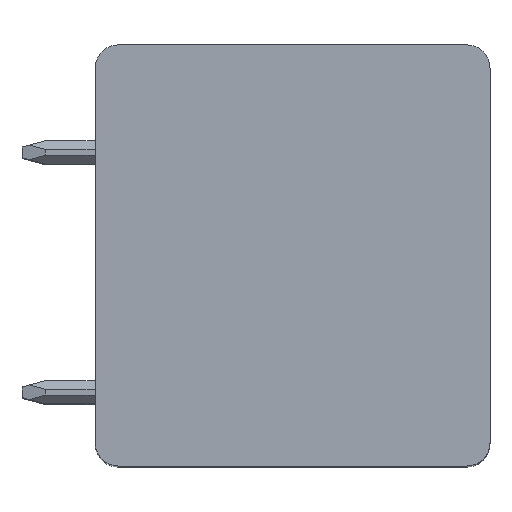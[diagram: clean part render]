
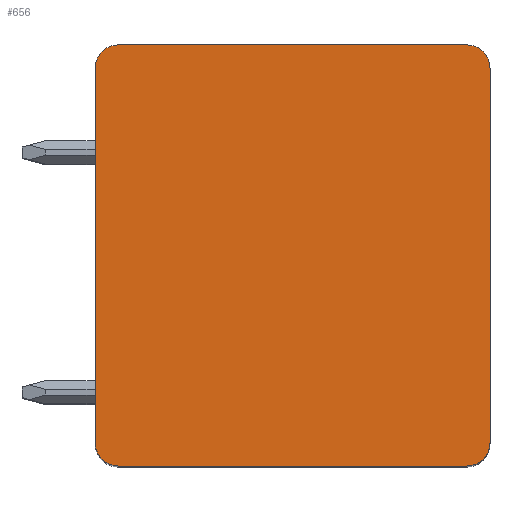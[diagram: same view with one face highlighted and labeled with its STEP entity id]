
A CAD part, top view. The second image highlights one B-rep face of the part: STEP entity #656.
In plain terms, the highlighted planar face has unit normal (0, 0, 1).
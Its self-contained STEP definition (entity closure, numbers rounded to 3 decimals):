
#365 = DIRECTION ( 'NONE',  ( 1., 0., 0. ) ) ;
#366 = DIRECTION ( 'NONE',  ( 0., 0., -1. ) ) ;
#406 = CARTESIAN_POINT ( 'NONE',  ( 8.133, 7.621, 26.011 ) ) ;
#656 = ADVANCED_FACE ( 'NONE', ( #2967 ), #3561, .T. ) ;
#773 = CIRCLE ( 'NONE', #2835, 0.8 ) ;
#775 = CIRCLE ( 'NONE', #3069, 0.8 ) ;
#777 = CIRCLE ( 'NONE', #3123, 0.8 ) ;
#814 = CIRCLE ( 'NONE', #3181, 0.8 ) ;
#815 = EDGE_CURVE ( 'NONE', #2072, #2104, #814, .T. ) ;
#983 = DIRECTION ( 'NONE',  ( 1., 0., 0. ) ) ;
#984 = CARTESIAN_POINT ( 'NONE',  ( 20.033, 6.821, 26.011 ) ) ;
#985 = LINE ( 'NONE', #984, #4843 ) ;
#1190 = CARTESIAN_POINT ( 'NONE',  ( 7.333, 20.421, 26.011 ) ) ;
#1348 = CARTESIAN_POINT ( 'NONE',  ( 20.033, 21.221, 26.011 ) ) ;
#1350 = CARTESIAN_POINT ( 'NONE',  ( 20.833, 7.621, 26.011 ) ) ;
#1356 = CARTESIAN_POINT ( 'NONE',  ( 20.833, 20.421, 26.011 ) ) ;
#1364 = CARTESIAN_POINT ( 'NONE',  ( 8.133, 21.221, 26.011 ) ) ;
#1401 = CARTESIAN_POINT ( 'NONE',  ( 7.333, 7.621, 26.011 ) ) ;
#1425 = CARTESIAN_POINT ( 'NONE',  ( 20.033, 6.821, 26.011 ) ) ;
#1432 = CARTESIAN_POINT ( 'NONE',  ( 8.133, 6.821, 26.011 ) ) ;
#1885 = ORIENTED_EDGE ( 'NONE', *, *, #815, .F. ) ;
#1886 = ORIENTED_EDGE ( 'NONE', *, *, #4763, .T. ) ;
#1887 = ORIENTED_EDGE ( 'NONE', *, *, #4849, .F. ) ;
#1888 = ORIENTED_EDGE ( 'NONE', *, *, #4722, .T. ) ;
#1889 = ORIENTED_EDGE ( 'NONE', *, *, #4904, .F. ) ;
#1890 = ORIENTED_EDGE ( 'NONE', *, *, #4724, .T. ) ;
#1891 = ORIENTED_EDGE ( 'NONE', *, *, #4653, .T. ) ;
#1892 = ORIENTED_EDGE ( 'NONE', *, *, #4777, .T. ) ;
#2072 = VERTEX_POINT ( 'NONE', #1432 ) ;
#2079 = VERTEX_POINT ( 'NONE', #1425 ) ;
#2104 = VERTEX_POINT ( 'NONE', #1401 ) ;
#2141 = VERTEX_POINT ( 'NONE', #1364 ) ;
#2149 = VERTEX_POINT ( 'NONE', #1356 ) ;
#2155 = VERTEX_POINT ( 'NONE', #1350 ) ;
#2157 = VERTEX_POINT ( 'NONE', #1348 ) ;
#2377 = VERTEX_POINT ( 'NONE', #1190 ) ;
#2746 = EDGE_LOOP ( 'NONE', ( #1891, #1890, #1889, #1892, #1888, #1887, #1886, #1885 ) ) ;
#2835 = AXIS2_PLACEMENT_3D ( 'NONE', #4090, #4131, #4114 ) ;
#2838 = VECTOR ( 'NONE', #4026, 1000. ) ;
#2932 = AXIS2_PLACEMENT_3D ( 'NONE', #3560, #3559, #3558 ) ;
#2967 = FACE_OUTER_BOUND ( 'NONE', #2746, .T. ) ;
#3069 = AXIS2_PLACEMENT_3D ( 'NONE', #4513, #4022, #4356 ) ;
#3093 = VECTOR ( 'NONE', #4208, 1000. ) ;
#3110 = VECTOR ( 'NONE', #4311, 1000. ) ;
#3123 = AXIS2_PLACEMENT_3D ( 'NONE', #4382, #4121, #4486 ) ;
#3181 = AXIS2_PLACEMENT_3D ( 'NONE', #406, #366, #365 ) ;
#3558 = DIRECTION ( 'NONE',  ( 1., 0., 0. ) ) ;
#3559 = DIRECTION ( 'NONE',  ( 0., 0., 1. ) ) ;
#3560 = CARTESIAN_POINT ( 'NONE',  ( 20.033, 20.421, 26.011 ) ) ;
#3561 = PLANE ( 'NONE',  #2932 ) ;
#4022 = DIRECTION ( 'NONE',  ( 0., 0., 1. ) ) ;
#4026 = DIRECTION ( 'NONE',  ( 0., -1., 0. ) ) ;
#4090 = CARTESIAN_POINT ( 'NONE',  ( 8.133, 20.421, 26.011 ) ) ;
#4114 = DIRECTION ( 'NONE',  ( 1., 0., 0. ) ) ;
#4121 = DIRECTION ( 'NONE',  ( 0., 0., 1. ) ) ;
#4131 = DIRECTION ( 'NONE',  ( 0., 0., -1. ) ) ;
#4136 = LINE ( 'NONE', #4435, #3093 ) ;
#4208 = DIRECTION ( 'NONE',  ( 0., -1., 0. ) ) ;
#4290 = LINE ( 'NONE', #4337, #3110 ) ;
#4301 = LINE ( 'NONE', #4441, #2838 ) ;
#4311 = DIRECTION ( 'NONE',  ( -1., 0., 0. ) ) ;
#4337 = CARTESIAN_POINT ( 'NONE',  ( 20.033, 21.221, 26.011 ) ) ;
#4356 = DIRECTION ( 'NONE',  ( 1., 0., 0. ) ) ;
#4382 = CARTESIAN_POINT ( 'NONE',  ( 20.033, 7.621, 26.011 ) ) ;
#4435 = CARTESIAN_POINT ( 'NONE',  ( 7.333, 20.421, 26.011 ) ) ;
#4441 = CARTESIAN_POINT ( 'NONE',  ( 20.833, 7.621, 26.011 ) ) ;
#4486 = DIRECTION ( 'NONE',  ( 1., 0., 0. ) ) ;
#4513 = CARTESIAN_POINT ( 'NONE',  ( 20.033, 20.421, 26.011 ) ) ;
#4653 = EDGE_CURVE ( 'NONE', #2072, #2079, #985, .T. ) ;
#4722 = EDGE_CURVE ( 'NONE', #2157, #2141, #4290, .T. ) ;
#4724 = EDGE_CURVE ( 'NONE', #2079, #2155, #777, .T. ) ;
#4763 = EDGE_CURVE ( 'NONE', #2377, #2104, #4136, .T. ) ;
#4777 = EDGE_CURVE ( 'NONE', #2149, #2157, #775, .T. ) ;
#4843 = VECTOR ( 'NONE', #983, 1000. ) ;
#4849 = EDGE_CURVE ( 'NONE', #2377, #2141, #773, .T. ) ;
#4904 = EDGE_CURVE ( 'NONE', #2149, #2155, #4301, .T. ) ;
